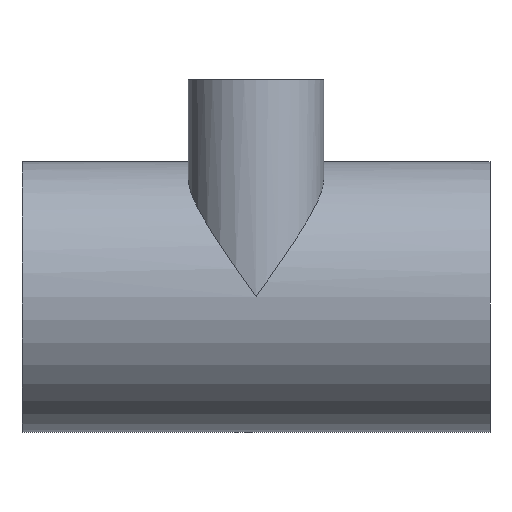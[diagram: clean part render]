
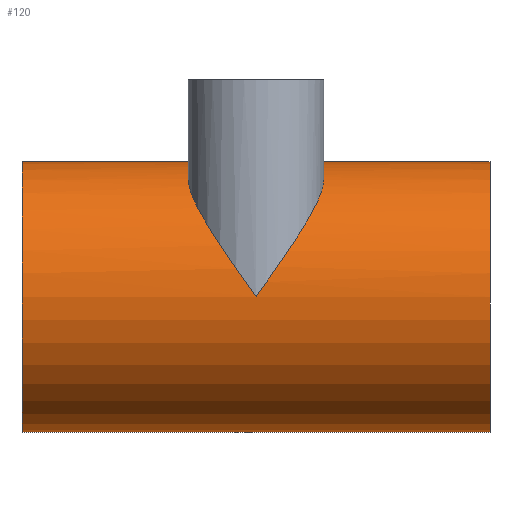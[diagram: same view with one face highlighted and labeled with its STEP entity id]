
A CAD part, front view. The second image highlights one B-rep face of the part: STEP entity #120.
In plain terms, the highlighted cylindrical face has radius 38.1 mm (diameter 76.2 mm), a full revolution.
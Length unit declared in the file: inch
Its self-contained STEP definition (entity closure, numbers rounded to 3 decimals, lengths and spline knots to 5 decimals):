
#17=FACE_BOUND('',#37,.T.);
#27=FACE_OUTER_BOUND('',#36,.T.);
#36=EDGE_LOOP('',(#102,#103,#104,#105));
#37=EDGE_LOOP('',(#106,#107));
#44=B_SPLINE_CURVE_WITH_KNOTS('',3,(#262,#263,#264,#265,#266,#267,#268,
#269,#270,#271,#272,#273,#274,#275,#276,#277,#278,#279,#280,#281,#282,#283,
#284,#285,#286,#287,#288,#289,#290,#291,#292,#293,#294,#295,#296,#297,#298,
#299,#300,#301,#302,#303,#304,#305,#306,#307,#308,#309),.UNSPECIFIED.,.F.,
 .F.,(4,2,2,2,2,2,2,2,2,2,2,2,2,2,2,2,2,2,2,2,2,2,2,4),(0.,0.63369,
1.26737,1.90106,2.53475,3.39849,3.83036,
4.26223,4.64269,5.02316,5.40363,5.78409,
6.1435,6.5029,6.8623,7.22171,7.58111,
7.94051,8.29992,8.65932,9.03979,9.42025,
9.80072,10.18119),.UNSPECIFIED.);
#45=B_SPLINE_CURVE_WITH_KNOTS('',3,(#310,#311,#312,#313,#314,#315,#316,
#317,#318,#319,#320,#321,#322,#323,#324,#325),.UNSPECIFIED.,.F.,.F.,(4,
2,2,2,2,2,2,4),(10.18119,10.61306,11.04493,11.90867,
12.54235,13.17604,13.80973,14.44341),
 .UNSPECIFIED.);
#49=LINE('',#340,#53);
#53=VECTOR('',#181,1.5);
#58=CIRCLE('',#152,1.5);
#59=CIRCLE('',#153,1.5);
#63=VERTEX_POINT('',#260);
#64=VERTEX_POINT('',#261);
#68=VERTEX_POINT('',#337);
#69=VERTEX_POINT('',#339);
#74=EDGE_CURVE('',#63,#64,#44,.T.);
#75=EDGE_CURVE('',#64,#63,#45,.T.);
#81=EDGE_CURVE('',#68,#68,#58,.T.);
#82=EDGE_CURVE('',#68,#69,#49,.T.);
#83=EDGE_CURVE('',#69,#69,#59,.T.);
#102=ORIENTED_EDGE('',*,*,#81,.F.);
#103=ORIENTED_EDGE('',*,*,#82,.T.);
#104=ORIENTED_EDGE('',*,*,#83,.T.);
#105=ORIENTED_EDGE('',*,*,#82,.F.);
#106=ORIENTED_EDGE('',*,*,#74,.T.);
#107=ORIENTED_EDGE('',*,*,#75,.T.);
#115=CYLINDRICAL_SURFACE('',#151,1.5);
#120=ADVANCED_FACE('',(#27,#17),#115,.T.);
#151=AXIS2_PLACEMENT_3D('',#336,#177,#178);
#152=AXIS2_PLACEMENT_3D('',#338,#179,#180);
#153=AXIS2_PLACEMENT_3D('',#341,#182,#183);
#177=DIRECTION('center_axis',(-1.,0.,0.));
#178=DIRECTION('ref_axis',(0.,-1.,0.));
#179=DIRECTION('center_axis',(-1.,0.,0.));
#180=DIRECTION('ref_axis',(0.,-1.,0.));
#181=DIRECTION('',(1.,0.,0.));
#182=DIRECTION('center_axis',(-1.,0.,0.));
#183=DIRECTION('ref_axis',(0.,-1.,0.));
#260=CARTESIAN_POINT('',(0.,-1.5,0.));
#261=CARTESIAN_POINT('',(0.75,-0.75,1.29904));
#262=CARTESIAN_POINT('Ctrl Pts',(0.,-1.5,0.));
#263=CARTESIAN_POINT('Ctrl Pts',(-0.04801,-1.5,0.0679));
#264=CARTESIAN_POINT('Ctrl Pts',(-0.09819,-1.49533,0.13884));
#265=CARTESIAN_POINT('Ctrl Pts',(-0.1992,-1.4749,0.28277));
#266=CARTESIAN_POINT('Ctrl Pts',(-0.25003,-1.45914,0.35578));
#267=CARTESIAN_POINT('Ctrl Pts',(-0.34868,-1.4162,0.50005));
#268=CARTESIAN_POINT('Ctrl Pts',(-0.39651,-1.389,0.57137));
#269=CARTESIAN_POINT('Ctrl Pts',(-0.4857,-1.32414,0.70883));
#270=CARTESIAN_POINT('Ctrl Pts',(-0.52705,-1.28647,0.77497));
#271=CARTESIAN_POINT('Ctrl Pts',(-0.61349,-1.188,0.92142));
#272=CARTESIAN_POINT('Ctrl Pts',(-0.66145,-1.11519,1.00995));
#273=CARTESIAN_POINT('Ctrl Pts',(-0.71277,-0.98782,
1.13032));
#274=CARTESIAN_POINT('Ctrl Pts',(-0.72649,-0.94241,
1.16847));
#275=CARTESIAN_POINT('Ctrl Pts',(-0.74512,-0.84804,
1.23866));
#276=CARTESIAN_POINT('Ctrl Pts',(-0.75,-0.79908,1.2707));
#277=CARTESIAN_POINT('Ctrl Pts',(-0.75,-0.70676,1.324));
#278=CARTESIAN_POINT('Ctrl Pts',(-0.7462,-0.66069,
1.34764));
#279=CARTESIAN_POINT('Ctrl Pts',(-0.72882,-0.56669,1.38979));
#280=CARTESIAN_POINT('Ctrl Pts',(-0.71524,-0.51878,
1.40829));
#281=CARTESIAN_POINT('Ctrl Pts',(-0.67794,-0.42531,
1.43928));
#282=CARTESIAN_POINT('Ctrl Pts',(-0.65417,-0.37964,
1.45182));
#283=CARTESIAN_POINT('Ctrl Pts',(-0.59793,-0.29438,1.47148));
#284=CARTESIAN_POINT('Ctrl Pts',(-0.56544,-0.25478,
1.47863));
#285=CARTESIAN_POINT('Ctrl Pts',(-0.49716,-0.1865,
1.48874));
#286=CARTESIAN_POINT('Ctrl Pts',(-0.45963,-0.1553,1.49219));
#287=CARTESIAN_POINT('Ctrl Pts',(-0.37783,-0.10025,
1.4969));
#288=CARTESIAN_POINT('Ctrl Pts',(-0.33355,-0.07639,
1.49818));
#289=CARTESIAN_POINT('Ctrl Pts',(-0.24113,-0.03806,
1.49964));
#290=CARTESIAN_POINT('Ctrl Pts',(-0.19292,-0.02355,
1.49985));
#291=CARTESIAN_POINT('Ctrl Pts',(-0.09594,-0.00452,
1.50002));
#292=CARTESIAN_POINT('Ctrl Pts',(-0.04717,0.,1.5));
#293=CARTESIAN_POINT('Ctrl Pts',(0.04717,0.,1.5));
#294=CARTESIAN_POINT('Ctrl Pts',(0.09594,-0.00452,
1.50002));
#295=CARTESIAN_POINT('Ctrl Pts',(0.19292,-0.02355,1.49985));
#296=CARTESIAN_POINT('Ctrl Pts',(0.24113,-0.03806,
1.49964));
#297=CARTESIAN_POINT('Ctrl Pts',(0.33355,-0.07639,1.49818));
#298=CARTESIAN_POINT('Ctrl Pts',(0.37783,-0.10025,1.4969));
#299=CARTESIAN_POINT('Ctrl Pts',(0.45963,-0.1553,1.49219));
#300=CARTESIAN_POINT('Ctrl Pts',(0.49716,-0.1865,1.48874));
#301=CARTESIAN_POINT('Ctrl Pts',(0.56544,-0.25478,1.47863));
#302=CARTESIAN_POINT('Ctrl Pts',(0.59793,-0.29438,1.47148));
#303=CARTESIAN_POINT('Ctrl Pts',(0.65417,-0.37964,1.45182));
#304=CARTESIAN_POINT('Ctrl Pts',(0.67794,-0.42531,1.43928));
#305=CARTESIAN_POINT('Ctrl Pts',(0.71524,-0.51878,1.40829));
#306=CARTESIAN_POINT('Ctrl Pts',(0.72882,-0.56669,1.38979));
#307=CARTESIAN_POINT('Ctrl Pts',(0.7462,-0.66069,1.34764));
#308=CARTESIAN_POINT('Ctrl Pts',(0.75,-0.70676,1.324));
#309=CARTESIAN_POINT('Ctrl Pts',(0.75,-0.75,1.29904));
#310=CARTESIAN_POINT('Ctrl Pts',(0.75,-0.75,1.29904));
#311=CARTESIAN_POINT('Ctrl Pts',(0.75,-0.79908,1.2707));
#312=CARTESIAN_POINT('Ctrl Pts',(0.74512,-0.84804,1.23866));
#313=CARTESIAN_POINT('Ctrl Pts',(0.72649,-0.94241,1.16847));
#314=CARTESIAN_POINT('Ctrl Pts',(0.71277,-0.98782,1.13032));
#315=CARTESIAN_POINT('Ctrl Pts',(0.66145,-1.11519,1.00995));
#316=CARTESIAN_POINT('Ctrl Pts',(0.61349,-1.188,0.92142));
#317=CARTESIAN_POINT('Ctrl Pts',(0.52705,-1.28647,0.77497));
#318=CARTESIAN_POINT('Ctrl Pts',(0.4857,-1.32414,0.70883));
#319=CARTESIAN_POINT('Ctrl Pts',(0.39651,-1.389,0.57137));
#320=CARTESIAN_POINT('Ctrl Pts',(0.34868,-1.4162,0.50005));
#321=CARTESIAN_POINT('Ctrl Pts',(0.25003,-1.45914,0.35578));
#322=CARTESIAN_POINT('Ctrl Pts',(0.1992,-1.4749,0.28277));
#323=CARTESIAN_POINT('Ctrl Pts',(0.09819,-1.49533,0.13884));
#324=CARTESIAN_POINT('Ctrl Pts',(0.04801,-1.5,0.0679));
#325=CARTESIAN_POINT('Ctrl Pts',(0.,-1.5,0.));
#336=CARTESIAN_POINT('Origin',(2.594,0.,0.));
#337=CARTESIAN_POINT('',(-2.594,1.5,0.));
#338=CARTESIAN_POINT('Origin',(-2.594,0.,0.));
#339=CARTESIAN_POINT('',(2.594,1.5,0.));
#340=CARTESIAN_POINT('',(2.594,1.5,0.));
#341=CARTESIAN_POINT('Origin',(2.594,0.,0.));
